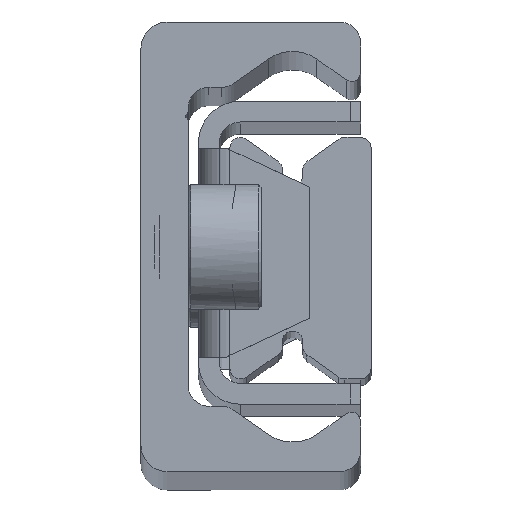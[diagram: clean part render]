
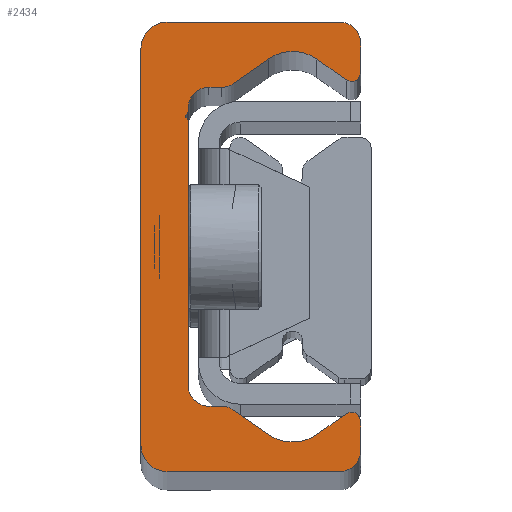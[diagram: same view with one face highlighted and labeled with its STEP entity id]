
A CAD part, top view. The second image highlights one B-rep face of the part: STEP entity #2434.
In plain terms, the highlighted planar face has unit normal (0, 0, 1).
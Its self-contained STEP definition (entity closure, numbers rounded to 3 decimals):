
#1380=CARTESIAN_POINT('',(2.499,-21.5,1010.0));
#1381=VERTEX_POINT('',#1380);
#1382=CARTESIAN_POINT('',(-0.001,-19.0,1010.0));
#1383=VERTEX_POINT('',#1382);
#1384=CARTESIAN_POINT('',(2.499,-19.0,1010.0));
#1385=DIRECTION('',(0.0,0.0,-1.0));
#1386=DIRECTION('',(-1.0,0.0,0.0));
#1387=AXIS2_PLACEMENT_3D('',#1384,#1385,#1386);
#1388=CIRCLE('',#1387,2.5);
#1389=EDGE_CURVE('',#1381,#1383,#1388,.T.);
#1422=CARTESIAN_POINT('',(-0.001,19.0,1010.0));
#1423=VERTEX_POINT('',#1422);
#1424=CARTESIAN_POINT('',(-0.001,-19.0,1010.0));
#1425=DIRECTION('',(0.0,1.0,0.0));
#1426=VECTOR('',#1425,38.0);
#1427=LINE('',#1424,#1426);
#1428=EDGE_CURVE('',#1383,#1423,#1427,.T.);
#1498=CARTESIAN_POINT('',(2.499,21.5,1010.0));
#1499=VERTEX_POINT('',#1498);
#1500=CARTESIAN_POINT('',(2.499,19.0,1010.0));
#1501=DIRECTION('',(0.0,0.0,-1.0));
#1502=DIRECTION('',(0.0,1.0,0.0));
#1503=AXIS2_PLACEMENT_3D('',#1500,#1501,#1502);
#1504=CIRCLE('',#1503,2.5);
#1505=EDGE_CURVE('',#1423,#1499,#1504,.T.);
#1531=CARTESIAN_POINT('',(18.999,21.5,1010.0));
#1532=VERTEX_POINT('',#1531);
#1533=CARTESIAN_POINT('',(2.499,21.5,1010.0));
#1534=DIRECTION('',(1.0,0.0,0.0));
#1535=VECTOR('',#1534,16.5);
#1536=LINE('',#1533,#1535);
#1537=EDGE_CURVE('',#1499,#1532,#1536,.T.);
#1562=CARTESIAN_POINT('',(20.999,19.5,1010.0));
#1563=VERTEX_POINT('',#1562);
#1564=CARTESIAN_POINT('',(18.999,19.5,1010.0));
#1565=DIRECTION('',(0.0,0.0,-1.0));
#1566=DIRECTION('',(1.0,0.0,0.0));
#1567=AXIS2_PLACEMENT_3D('',#1564,#1565,#1566);
#1568=CIRCLE('',#1567,2.);
#1569=EDGE_CURVE('',#1532,#1563,#1568,.T.);
#1595=CARTESIAN_POINT('',(20.999,16.65,1010.0));
#1596=VERTEX_POINT('',#1595);
#1597=CARTESIAN_POINT('',(20.999,19.5,1010.0));
#1598=DIRECTION('',(0.0,-1.0,0.0));
#1599=VECTOR('',#1598,2.85);
#1600=LINE('',#1597,#1599);
#1601=EDGE_CURVE('',#1563,#1596,#1600,.T.);
#1626=CARTESIAN_POINT('',(19.662,15.953,1010.0));
#1627=VERTEX_POINT('',#1626);
#1628=CARTESIAN_POINT('',(20.149,16.65,1010.0));
#1629=DIRECTION('',(0.0,0.0,-1.));
#1630=DIRECTION('',(-0.574,-0.819,0.0));
#1631=AXIS2_PLACEMENT_3D('',#1628,#1629,#1630);
#1632=CIRCLE('',#1631,0.85);
#1633=EDGE_CURVE('',#1596,#1627,#1632,.T.);
#1659=CARTESIAN_POINT('',(16.794,17.962,1010.0));
#1660=VERTEX_POINT('',#1659);
#1661=CARTESIAN_POINT('',(19.662,15.953,1010.0));
#1662=DIRECTION('',(-0.819,0.574,0.0));
#1663=VECTOR('',#1662,3.501);
#1664=LINE('',#1661,#1663);
#1665=EDGE_CURVE('',#1627,#1660,#1664,.T.);
#1690=CARTESIAN_POINT('',(12.205,17.962,1010.0));
#1691=VERTEX_POINT('',#1690);
#1692=CARTESIAN_POINT('',(14.499,14.685,1010.0));
#1693=DIRECTION('',(0.0,0.0,1.0));
#1694=DIRECTION('',(-0.574,-0.819,0.0));
#1695=AXIS2_PLACEMENT_3D('',#1692,#1693,#1694);
#1696=CIRCLE('',#1695,4.0);
#1697=EDGE_CURVE('',#1660,#1691,#1696,.T.);
#1723=CARTESIAN_POINT('',(8.849,15.612,1010.0));
#1724=VERTEX_POINT('',#1723);
#1725=CARTESIAN_POINT('',(12.205,17.962,1010.0));
#1726=DIRECTION('',(-0.819,-0.574,0.0));
#1727=VECTOR('',#1726,4.097);
#1728=LINE('',#1725,#1727);
#1729=EDGE_CURVE('',#1691,#1724,#1728,.T.);
#1754=CARTESIAN_POINT('',(7.702,15.25,1010.0));
#1755=VERTEX_POINT('',#1754);
#1756=CARTESIAN_POINT('',(7.702,17.25,1010.0));
#1757=DIRECTION('',(0.0,0.0,-1.0));
#1758=DIRECTION('',(0.0,-1.0,0.0));
#1759=AXIS2_PLACEMENT_3D('',#1756,#1757,#1758);
#1760=CIRCLE('',#1759,2.0);
#1761=EDGE_CURVE('',#1724,#1755,#1760,.T.);
#1787=CARTESIAN_POINT('',(6.499,15.25,1010.0));
#1788=VERTEX_POINT('',#1787);
#1789=CARTESIAN_POINT('',(7.702,15.25,1010.0));
#1790=DIRECTION('',(-1.0,0.0,0.0));
#1791=VECTOR('',#1790,1.203);
#1792=LINE('',#1789,#1791);
#1793=EDGE_CURVE('',#1755,#1788,#1792,.T.);
#1818=CARTESIAN_POINT('',(4.499,13.25,1010.0));
#1819=VERTEX_POINT('',#1818);
#1820=CARTESIAN_POINT('',(6.499,13.25,1010.0));
#1821=DIRECTION('',(0.0,0.0,1.0));
#1822=DIRECTION('',(0.0,-1.0,0.0));
#1823=AXIS2_PLACEMENT_3D('',#1820,#1821,#1822);
#1824=CIRCLE('',#1823,2.0);
#1825=EDGE_CURVE('',#1788,#1819,#1824,.T.);
#1851=CARTESIAN_POINT('',(4.499,12.861,1010.0));
#1852=VERTEX_POINT('',#1851);
#1853=CARTESIAN_POINT('',(4.499,13.25,1010.0));
#1854=DIRECTION('',(0.0,-1.0,0.0));
#1855=VECTOR('',#1854,0.389);
#1856=LINE('',#1853,#1855);
#1857=EDGE_CURVE('',#1819,#1852,#1856,.T.);
#1882=CARTESIAN_POINT('',(4.411,12.734,1010.0));
#1883=VERTEX_POINT('',#1882);
#1884=CARTESIAN_POINT('',(4.363,12.861,1010.0));
#1885=DIRECTION('',(0.0,0.0,-1.0));
#1886=DIRECTION('',(0.353,-0.936,0.0));
#1887=AXIS2_PLACEMENT_3D('',#1884,#1885,#1886);
#1888=CIRCLE('',#1887,0.136);
#1889=EDGE_CURVE('',#1852,#1883,#1888,.T.);
#1915=CARTESIAN_POINT('',(4.422,12.262,1010.0));
#1916=VERTEX_POINT('',#1915);
#1917=CARTESIAN_POINT('',(4.499,12.5,1010.0));
#1918=DIRECTION('',(0.0,0.0,1.0));
#1919=DIRECTION('',(0.353,-0.936,0.0));
#1920=AXIS2_PLACEMENT_3D('',#1917,#1918,#1919);
#1921=CIRCLE('',#1920,0.25);
#1922=EDGE_CURVE('',#1883,#1916,#1921,.T.);
#1948=CARTESIAN_POINT('',(4.499,12.156,1010.0));
#1949=VERTEX_POINT('',#1948);
#1950=CARTESIAN_POINT('',(4.387,12.156,1010.0));
#1951=DIRECTION('',(0.0,0.0,-1.0));
#1952=DIRECTION('',(1.0,0.0,0.0));
#1953=AXIS2_PLACEMENT_3D('',#1950,#1951,#1952);
#1954=CIRCLE('',#1953,0.112);
#1955=EDGE_CURVE('',#1916,#1949,#1954,.T.);
#1981=CARTESIAN_POINT('',(4.499,-13.25,1010.0));
#1982=VERTEX_POINT('',#1981);
#1983=CARTESIAN_POINT('',(4.499,12.156,1010.0));
#1984=DIRECTION('',(0.0,-1.0,0.0));
#1985=VECTOR('',#1984,25.406);
#1986=LINE('',#1983,#1985);
#1987=EDGE_CURVE('',#1949,#1982,#1986,.T.);
#2057=CARTESIAN_POINT('',(6.499,-15.25,1010.0));
#2058=VERTEX_POINT('',#2057);
#2059=CARTESIAN_POINT('',(6.499,-13.25,1010.0));
#2060=DIRECTION('',(0.0,0.0,1.0));
#2061=DIRECTION('',(1.0,0.0,0.0));
#2062=AXIS2_PLACEMENT_3D('',#2059,#2060,#2061);
#2063=CIRCLE('',#2062,2.0);
#2064=EDGE_CURVE('',#1982,#2058,#2063,.T.);
#2090=CARTESIAN_POINT('',(7.702,-15.25,1010.0));
#2091=VERTEX_POINT('',#2090);
#2092=CARTESIAN_POINT('',(6.499,-15.25,1010.0));
#2093=DIRECTION('',(1.0,0.0,0.0));
#2094=VECTOR('',#2093,1.203);
#2095=LINE('',#2092,#2094);
#2096=EDGE_CURVE('',#2058,#2091,#2095,.T.);
#2121=CARTESIAN_POINT('',(8.849,-15.612,1010.0));
#2122=VERTEX_POINT('',#2121);
#2123=CARTESIAN_POINT('',(7.702,-17.25,1010.0));
#2124=DIRECTION('',(0.0,0.0,-1.));
#2125=DIRECTION('',(0.574,0.819,0.0));
#2126=AXIS2_PLACEMENT_3D('',#2123,#2124,#2125);
#2127=CIRCLE('',#2126,2.0);
#2128=EDGE_CURVE('',#2091,#2122,#2127,.T.);
#2154=CARTESIAN_POINT('',(12.205,-17.962,1010.0));
#2155=VERTEX_POINT('',#2154);
#2156=CARTESIAN_POINT('',(8.849,-15.612,1010.0));
#2157=DIRECTION('',(0.819,-0.574,0.0));
#2158=VECTOR('',#2157,4.097);
#2159=LINE('',#2156,#2158);
#2160=EDGE_CURVE('',#2122,#2155,#2159,.T.);
#2185=CARTESIAN_POINT('',(16.794,-17.962,1010.0));
#2186=VERTEX_POINT('',#2185);
#2187=CARTESIAN_POINT('',(14.499,-14.685,1010.0));
#2188=DIRECTION('',(0.0,0.0,1.0));
#2189=DIRECTION('',(0.574,0.819,0.0));
#2190=AXIS2_PLACEMENT_3D('',#2187,#2188,#2189);
#2191=CIRCLE('',#2190,4.0);
#2192=EDGE_CURVE('',#2155,#2186,#2191,.T.);
#2218=CARTESIAN_POINT('',(19.662,-15.953,1010.0));
#2219=VERTEX_POINT('',#2218);
#2220=CARTESIAN_POINT('',(16.794,-17.962,1010.0));
#2221=DIRECTION('',(0.819,0.574,0.0));
#2222=VECTOR('',#2221,3.501);
#2223=LINE('',#2220,#2222);
#2224=EDGE_CURVE('',#2186,#2219,#2223,.T.);
#2249=CARTESIAN_POINT('',(20.999,-16.65,1010.0));
#2250=VERTEX_POINT('',#2249);
#2251=CARTESIAN_POINT('',(20.149,-16.65,1010.0));
#2252=DIRECTION('',(0.0,0.0,-1.0));
#2253=DIRECTION('',(1.0,0.0,0.0));
#2254=AXIS2_PLACEMENT_3D('',#2251,#2252,#2253);
#2255=CIRCLE('',#2254,0.85);
#2256=EDGE_CURVE('',#2219,#2250,#2255,.T.);
#2282=CARTESIAN_POINT('',(20.999,-19.5,1010.0));
#2283=VERTEX_POINT('',#2282);
#2284=CARTESIAN_POINT('',(20.999,-16.65,1010.0));
#2285=DIRECTION('',(0.0,-1.0,0.0));
#2286=VECTOR('',#2285,2.85);
#2287=LINE('',#2284,#2286);
#2288=EDGE_CURVE('',#2250,#2283,#2287,.T.);
#2313=CARTESIAN_POINT('',(18.999,-21.5,1010.0));
#2314=VERTEX_POINT('',#2313);
#2315=CARTESIAN_POINT('',(18.999,-19.5,1010.0));
#2316=DIRECTION('',(0.0,0.0,-1.0));
#2317=DIRECTION('',(0.0,-1.0,0.0));
#2318=AXIS2_PLACEMENT_3D('',#2315,#2316,#2317);
#2319=CIRCLE('',#2318,2.);
#2320=EDGE_CURVE('',#2283,#2314,#2319,.T.);
#2346=CARTESIAN_POINT('',(18.999,-21.5,1010.0));
#2347=DIRECTION('',(-1.0,0.0,0.0));
#2348=VECTOR('',#2347,16.5);
#2349=LINE('',#2346,#2348);
#2350=EDGE_CURVE('',#2314,#1381,#2349,.T.);
#2399=CARTESIAN_POINT('',(7.822,0.017,1010.0));
#2400=DIRECTION('',(0.0,0.0,1.0));
#2401=DIRECTION('',(1.0,0.0,0.0));
#2402=AXIS2_PLACEMENT_3D('',#2399,#2400,#2401);
#2403=PLANE('',#2402);
#2404=ORIENTED_EDGE('',*,*,#1389,.F.);
#2405=ORIENTED_EDGE('',*,*,#2350,.F.);
#2406=ORIENTED_EDGE('',*,*,#2320,.F.);
#2407=ORIENTED_EDGE('',*,*,#2288,.F.);
#2408=ORIENTED_EDGE('',*,*,#2256,.F.);
#2409=ORIENTED_EDGE('',*,*,#2224,.F.);
#2410=ORIENTED_EDGE('',*,*,#2192,.F.);
#2411=ORIENTED_EDGE('',*,*,#2160,.F.);
#2412=ORIENTED_EDGE('',*,*,#2128,.F.);
#2413=ORIENTED_EDGE('',*,*,#2096,.F.);
#2414=ORIENTED_EDGE('',*,*,#2064,.F.);
#2415=ORIENTED_EDGE('',*,*,#1987,.F.);
#2416=ORIENTED_EDGE('',*,*,#1955,.F.);
#2417=ORIENTED_EDGE('',*,*,#1922,.F.);
#2418=ORIENTED_EDGE('',*,*,#1889,.F.);
#2419=ORIENTED_EDGE('',*,*,#1857,.F.);
#2420=ORIENTED_EDGE('',*,*,#1825,.F.);
#2421=ORIENTED_EDGE('',*,*,#1793,.F.);
#2422=ORIENTED_EDGE('',*,*,#1761,.F.);
#2423=ORIENTED_EDGE('',*,*,#1729,.F.);
#2424=ORIENTED_EDGE('',*,*,#1697,.F.);
#2425=ORIENTED_EDGE('',*,*,#1665,.F.);
#2426=ORIENTED_EDGE('',*,*,#1633,.F.);
#2427=ORIENTED_EDGE('',*,*,#1601,.F.);
#2428=ORIENTED_EDGE('',*,*,#1569,.F.);
#2429=ORIENTED_EDGE('',*,*,#1537,.F.);
#2430=ORIENTED_EDGE('',*,*,#1505,.F.);
#2431=ORIENTED_EDGE('',*,*,#1428,.F.);
#2432=EDGE_LOOP('',(#2404,#2405,#2406,#2407,#2408,#2409,#2410,#2411,#2412,#2413,#2414,#2415,#2416,#2417,#2418,#2419,#2420,#2421,#2422,#2423,#2424,#2425,#2426,#2427,#2428,#2429,#2430,#2431));
#2433=FACE_OUTER_BOUND('',#2432,.T.);
#2434=ADVANCED_FACE('',(#2433),#2403,.T.);
